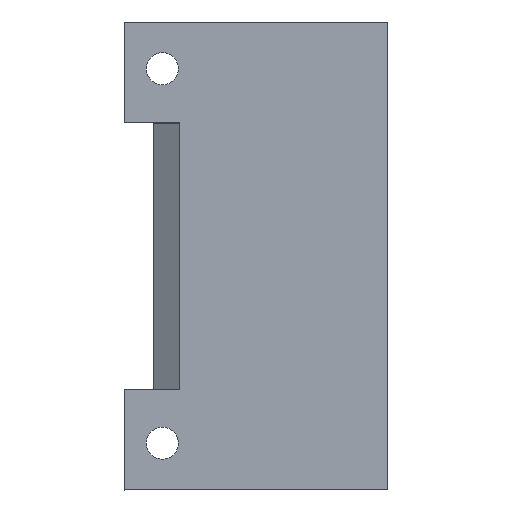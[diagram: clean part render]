
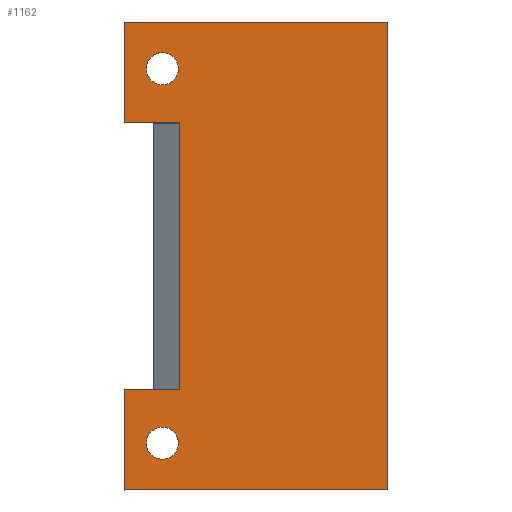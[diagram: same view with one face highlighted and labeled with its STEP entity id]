
A CAD part, top view. The second image highlights one B-rep face of the part: STEP entity #1162.
In plain terms, the highlighted planar face has unit normal (0, 0, 1).
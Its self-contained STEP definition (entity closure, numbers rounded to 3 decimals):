
#25=FACE_BOUND('',#137,.T.);
#26=FACE_BOUND('',#138,.T.);
#42=CIRCLE('',#1248,2.75);
#43=CIRCLE('',#1249,2.75);
#68=FACE_OUTER_BOUND('',#136,.T.);
#136=EDGE_LOOP('',(#831,#832,#833,#834,#835,#836,#837,#838));
#137=EDGE_LOOP('',(#839));
#138=EDGE_LOOP('',(#840));
#209=LINE('',#1647,#357);
#244=LINE('',#1726,#392);
#245=LINE('',#1728,#393);
#246=LINE('',#1730,#394);
#247=LINE('',#1732,#395);
#248=LINE('',#1734,#396);
#249=LINE('',#1736,#397);
#250=LINE('',#1737,#398);
#357=VECTOR('',#1329,10.);
#392=VECTOR('',#1398,10.);
#393=VECTOR('',#1399,10.);
#394=VECTOR('',#1400,10.);
#395=VECTOR('',#1401,10.);
#396=VECTOR('',#1402,10.);
#397=VECTOR('',#1403,10.);
#398=VECTOR('',#1404,10.);
#502=VERTEX_POINT('',#1644);
#503=VERTEX_POINT('',#1646);
#530=VERTEX_POINT('',#1725);
#531=VERTEX_POINT('',#1727);
#532=VERTEX_POINT('',#1729);
#533=VERTEX_POINT('',#1731);
#534=VERTEX_POINT('',#1733);
#535=VERTEX_POINT('',#1735);
#536=VERTEX_POINT('',#1738);
#537=VERTEX_POINT('',#1740);
#607=EDGE_CURVE('',#502,#503,#209,.T.);
#647=EDGE_CURVE('',#502,#530,#244,.T.);
#648=EDGE_CURVE('',#530,#531,#245,.T.);
#649=EDGE_CURVE('',#531,#532,#246,.T.);
#650=EDGE_CURVE('',#532,#533,#247,.T.);
#651=EDGE_CURVE('',#533,#534,#248,.T.);
#652=EDGE_CURVE('',#534,#535,#249,.T.);
#653=EDGE_CURVE('',#535,#503,#250,.T.);
#654=EDGE_CURVE('',#536,#536,#42,.T.);
#655=EDGE_CURVE('',#537,#537,#43,.T.);
#831=ORIENTED_EDGE('',*,*,#607,.F.);
#832=ORIENTED_EDGE('',*,*,#647,.T.);
#833=ORIENTED_EDGE('',*,*,#648,.T.);
#834=ORIENTED_EDGE('',*,*,#649,.T.);
#835=ORIENTED_EDGE('',*,*,#650,.T.);
#836=ORIENTED_EDGE('',*,*,#651,.T.);
#837=ORIENTED_EDGE('',*,*,#652,.T.);
#838=ORIENTED_EDGE('',*,*,#653,.T.);
#839=ORIENTED_EDGE('',*,*,#654,.T.);
#840=ORIENTED_EDGE('',*,*,#655,.T.);
#1104=PLANE('',#1247);
#1162=ADVANCED_FACE('',(#68,#25,#26),#1104,.T.);
#1247=AXIS2_PLACEMENT_3D('',#1724,#1396,#1397);
#1248=AXIS2_PLACEMENT_3D('',#1739,#1405,#1406);
#1249=AXIS2_PLACEMENT_3D('',#1741,#1407,#1408);
#1329=DIRECTION('',(0.,-1.,0.));
#1396=DIRECTION('center_axis',(0.,0.,1.));
#1397=DIRECTION('ref_axis',(0.,-1.,0.));
#1398=DIRECTION('',(-1.,0.,0.));
#1399=DIRECTION('',(0.,-1.,0.));
#1400=DIRECTION('',(1.,0.,0.));
#1401=DIRECTION('',(0.,-1.,0.));
#1402=DIRECTION('',(-1.,0.,0.));
#1403=DIRECTION('',(0.,-1.,0.));
#1404=DIRECTION('',(1.,0.,0.));
#1405=DIRECTION('center_axis',(0.,0.,-1.));
#1406=DIRECTION('ref_axis',(-1.,0.,0.));
#1407=DIRECTION('center_axis',(0.,0.,-1.));
#1408=DIRECTION('ref_axis',(-1.,0.,0.));
#1644=CARTESIAN_POINT('',(40.,65.,30.));
#1646=CARTESIAN_POINT('',(40.,-15.,30.));
#1647=CARTESIAN_POINT('',(40.,-15.,30.));
#1724=CARTESIAN_POINT('Origin',(0.,50.,30.));
#1725=CARTESIAN_POINT('',(-5.,65.,30.));
#1726=CARTESIAN_POINT('',(10.,65.,30.));
#1727=CARTESIAN_POINT('',(-5.,47.75,30.));
#1728=CARTESIAN_POINT('',(-5.,65.,30.));
#1729=CARTESIAN_POINT('',(4.5,47.75,30.));
#1730=CARTESIAN_POINT('',(0.,47.75,30.));
#1731=CARTESIAN_POINT('',(4.5,2.25,30.));
#1732=CARTESIAN_POINT('',(4.5,37.5,30.));
#1733=CARTESIAN_POINT('',(-5.,2.25,30.));
#1734=CARTESIAN_POINT('',(4.5,2.25,30.));
#1735=CARTESIAN_POINT('',(-5.,-15.,30.));
#1736=CARTESIAN_POINT('',(-5.,65.,30.));
#1737=CARTESIAN_POINT('',(-5.,-15.,30.));
#1738=CARTESIAN_POINT('',(4.25,-7.,30.));
#1739=CARTESIAN_POINT('Origin',(1.5,-7.,30.));
#1740=CARTESIAN_POINT('',(4.25,57.,30.));
#1741=CARTESIAN_POINT('Origin',(1.5,57.,30.));
